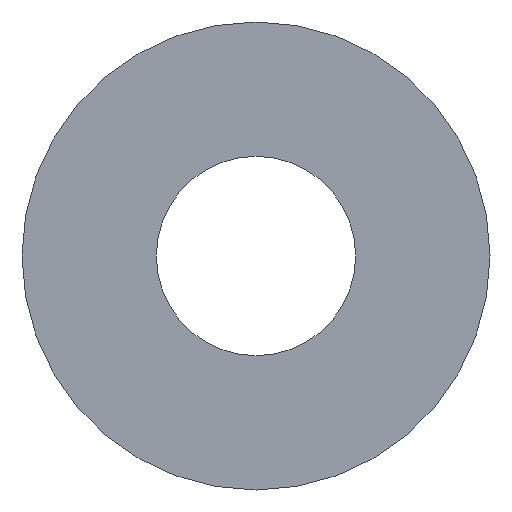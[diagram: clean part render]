
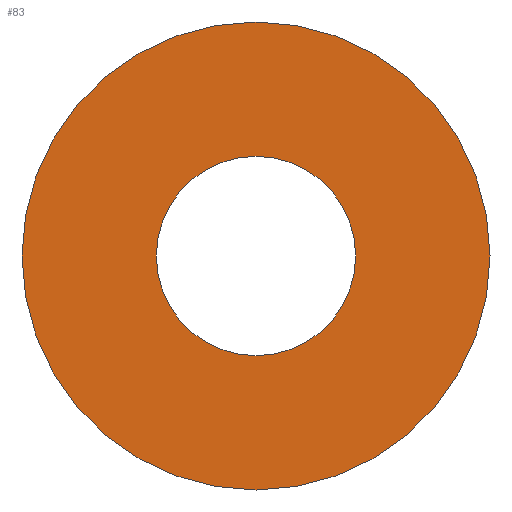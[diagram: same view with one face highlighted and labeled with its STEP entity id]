
A CAD part, front view. The second image highlights one B-rep face of the part: STEP entity #83.
In plain terms, the highlighted planar face has unit normal (0, -1, 0).
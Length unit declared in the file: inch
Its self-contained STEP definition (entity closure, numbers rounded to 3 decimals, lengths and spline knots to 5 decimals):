
#2 = CARTESIAN_POINT ( 'NONE',  ( 0., 0., 0.05325 ) ) ;
#3 = FACE_OUTER_BOUND ( 'NONE', #57, .T. ) ;
#4 = DIRECTION ( 'NONE',  ( 0., 0., 1. ) ) ;
#12 = PLANE ( 'NONE',  #192 ) ;
#16 = DIRECTION ( 'NONE',  ( 0., 1., 0. ) ) ;
#25 = DIRECTION ( 'NONE',  ( 0., 1., 0. ) ) ;
#28 = ORIENTED_EDGE ( 'NONE', *, *, #241, .T. ) ;
#36 = CARTESIAN_POINT ( 'NONE',  ( 0., 0., 0. ) ) ;
#37 = ORIENTED_EDGE ( 'NONE', *, *, #250, .F. ) ;
#46 = CARTESIAN_POINT ( 'NONE',  ( 0., 0., 0. ) ) ;
#47 = DIRECTION ( 'NONE',  ( 0., 1., 0. ) ) ;
#57 = EDGE_LOOP ( 'NONE', ( #102, #37 ) ) ;
#58 = DIRECTION ( 'NONE',  ( 0., 1., 0. ) ) ;
#61 = CARTESIAN_POINT ( 'NONE',  ( 0., 0., 0. ) ) ;
#62 = CIRCLE ( 'NONE', #183, 0.05325 ) ;
#63 = CIRCLE ( 'NONE', #244, 0.125 ) ;
#69 = CIRCLE ( 'NONE', #189, 0.125 ) ;
#71 = DIRECTION ( 'NONE',  ( 0., 0., 1. ) ) ;
#79 = CARTESIAN_POINT ( 'NONE',  ( 0., 0., 0.125 ) ) ;
#83 = ADVANCED_FACE ( 'NONE', ( #141, #3 ), #12, .F. ) ;
#90 = VERTEX_POINT ( 'NONE', #118 ) ;
#100 = CARTESIAN_POINT ( 'NONE',  ( 0., 0., -0.05325 ) ) ;
#102 = ORIENTED_EDGE ( 'NONE', *, *, #227, .F. ) ;
#109 = VERTEX_POINT ( 'NONE', #2 ) ;
#116 = DIRECTION ( 'NONE',  ( 0., 0., 1. ) ) ;
#118 = CARTESIAN_POINT ( 'NONE',  ( 0., 0., -0.125 ) ) ;
#120 = CARTESIAN_POINT ( 'NONE',  ( 0., 0., 0. ) ) ;
#131 = DIRECTION ( 'NONE',  ( 0., 1., 0. ) ) ;
#136 = DIRECTION ( 'NONE',  ( 0., 0., 1. ) ) ;
#141 = FACE_BOUND ( 'NONE', #234, .T. ) ;
#145 = DIRECTION ( 'NONE',  ( 0., 0., 1. ) ) ;
#149 = VERTEX_POINT ( 'NONE', #79 ) ;
#175 = VERTEX_POINT ( 'NONE', #100 ) ;
#183 = AXIS2_PLACEMENT_3D ( 'NONE', #46, #47, #116 ) ;
#184 = AXIS2_PLACEMENT_3D ( 'NONE', #215, #131, #145 ) ;
#189 = AXIS2_PLACEMENT_3D ( 'NONE', #120, #16, #136 ) ;
#192 = AXIS2_PLACEMENT_3D ( 'NONE', #36, #25, #4 ) ;
#215 = CARTESIAN_POINT ( 'NONE',  ( 0., 0., 0. ) ) ;
#223 = ORIENTED_EDGE ( 'NONE', *, *, #243, .T. ) ;
#227 = EDGE_CURVE ( 'NONE', #90, #149, #69, .T. ) ;
#234 = EDGE_LOOP ( 'NONE', ( #28, #223 ) ) ;
#235 = CIRCLE ( 'NONE', #184, 0.05325 ) ;
#241 = EDGE_CURVE ( 'NONE', #109, #175, #235, .T. ) ;
#243 = EDGE_CURVE ( 'NONE', #175, #109, #62, .T. ) ;
#244 = AXIS2_PLACEMENT_3D ( 'NONE', #61, #58, #71 ) ;
#250 = EDGE_CURVE ( 'NONE', #149, #90, #63, .T. ) ;
